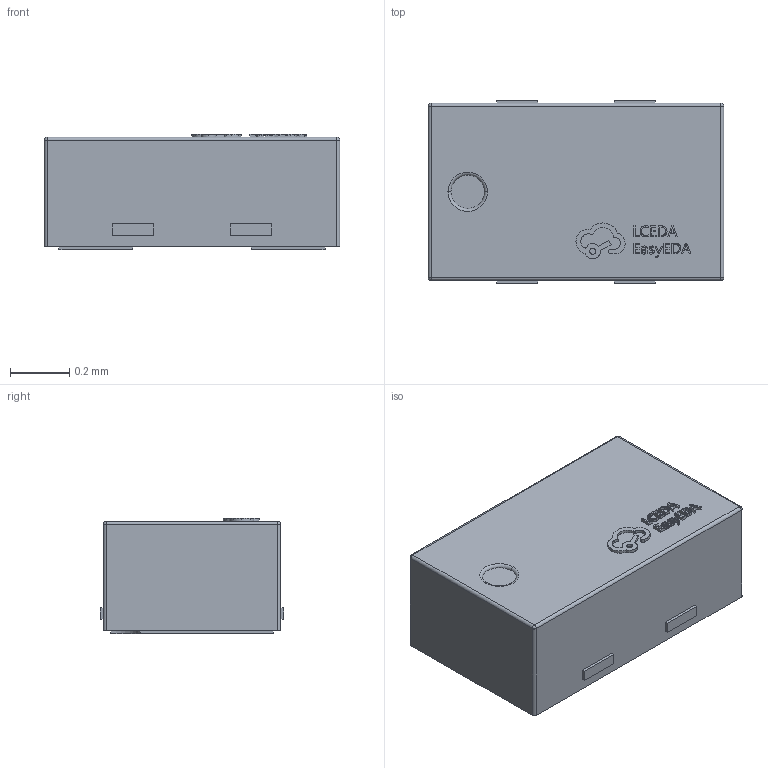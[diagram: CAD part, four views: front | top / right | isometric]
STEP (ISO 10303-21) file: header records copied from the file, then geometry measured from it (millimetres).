
FILE_DESCRIPTION (( 'STEP AP214' ), '1' );
FILE_NAME ('X2-DFN1006-2_L1.0-W0.6-H0.4-P0.65-RD.step', '2022-06-30T14:13:26', ( '' ), ( '' ), 'SwSTEP 2.0', 'SolidWorks 2020', '' );
FILE_SCHEMA (( 'AUTOMOTIVE_DESIGN' ));
Length unit declared in the file: millimetre
Products named in the file (1): X2-DFN1006-2_L1.0-W0.6-H0.4-P0.65-RD
Bounding box: 1 x 0.62 x 0.39 mm (x, y, z)
Volume: 0.2 mm3; surface area: 2.4 mm2
Topology: 1 solids, 1 shells, 335 faces, 892 edges, 588 vertices
Faces by surface type: plane 208, bspline 112, cylinder 9, sphere 4, torus 2
Entity records: 14574 total; most frequent: CARTESIAN_POINT 3916, ORIENTED_EDGE 1776, DIRECTION 1132, EDGE_CURVE 888, LINE 636, VECTOR 636, VERTEX_POINT 588, EDGE_LOOP 368
